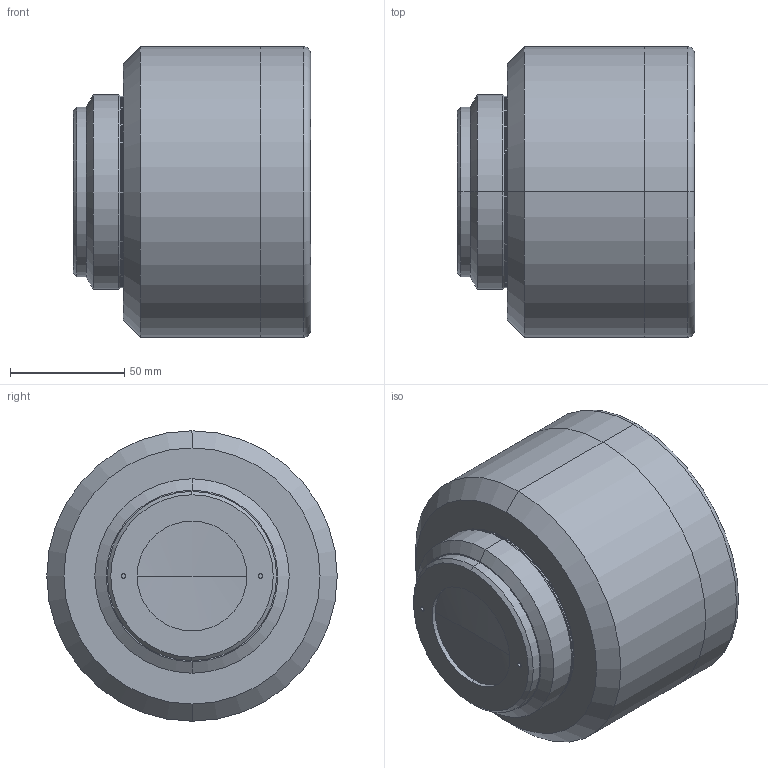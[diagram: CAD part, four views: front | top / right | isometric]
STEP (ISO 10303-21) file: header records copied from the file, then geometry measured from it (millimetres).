
FILE_DESCRIPTION (( 'STEP AP203' ), '1' );
FILE_NAME ('S4LFT3170_075_03.STEP', '2014-01-16T06:47:13', ( 'poweredge' ), ( 'Hewlett-Packard Company' ), 'SwSTEP 2.0', 'SolidWorks 2013', '' );
FILE_SCHEMA (( 'CONFIG_CONTROL_DESIGN' ));
Length unit declared in the file: millimetre
Products named in the file (1): S4LFT3170_075_03
Bounding box: 103.71 x 127 x 127 mm (x, y, z)
Surface area: 65942.6 mm2 (no closed solid volume)
Topology: 0 solids, 5 shells, 41 faces, 92 edges, 59 vertices
Faces by surface type: cylinder 18, cone 8, plane 7, torus 6, sphere 2
Entity records: 1241 total; most frequent: DIRECTION 242, CARTESIAN_POINT 193, ORIENTED_EDGE 164, AXIS2_PLACEMENT_3D 108, EDGE_CURVE 92, CIRCLE 66, VERTEX_POINT 59, EDGE_LOOP 49
